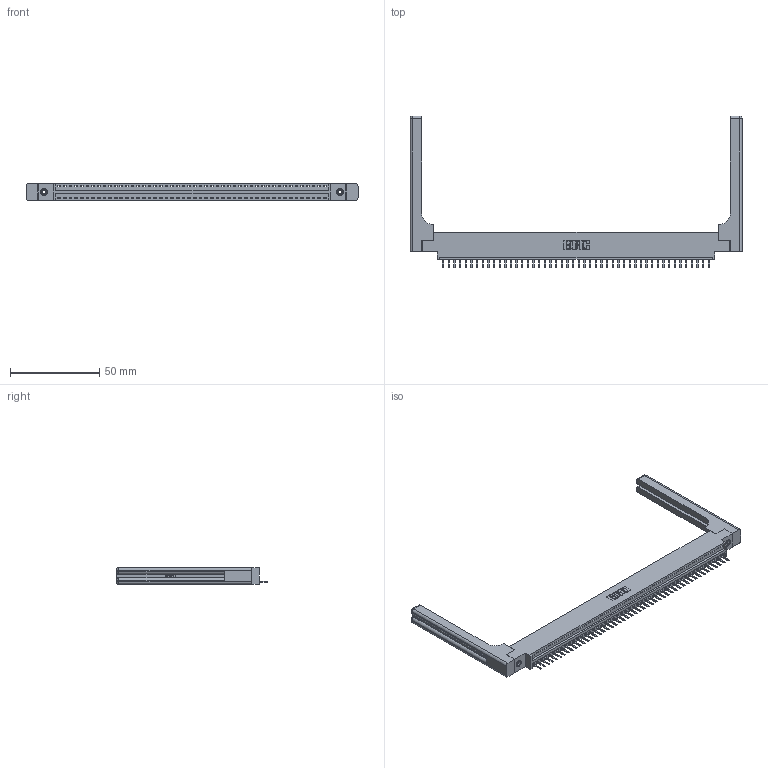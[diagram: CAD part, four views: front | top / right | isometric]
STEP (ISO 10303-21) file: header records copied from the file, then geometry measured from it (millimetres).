
FILE_DESCRIPTION (( 'STEP AP203' ), '1' );
FILE_NAME ('346-048-520-658.STEP', '2022-05-09T23:02:27', ( '' ), ( '' ), 'SwSTEP 2.0', 'SolidWorks 2020', '' );
FILE_SCHEMA (( 'CONFIG_CONTROL_DESIGN' ));
Length unit declared in the file: inch
Products named in the file (5): 345-250-001_345-250-001-102; 346-220-058_345-220-058; 346-048-520-658; 346 Part_0.170 Offset - 0.156 Dia-TH; 345-292-001_345-293-120
Assembly tree (53 placements, depth 2):
  346-048-520-658
    346 Part_0.170 Offset - 0.156 Dia-TH
    345-292-001_345-293-120  x48
    345-250-001_345-250-001-102  x2
    346-220-058_345-220-058  x2
Bounding box: 186.46 x 85.29 x 9.4 mm (x, y, z)
Volume: 25097.4 mm3; surface area: 26937.5 mm2
Topology: 53 solids, 53 shells, 3372 faces, 9875 edges, 6434 vertices
Faces by surface type: plane 2258, cylinder 1054, bspline 36, cone 12, sphere 8, torus 4
Entity records: 34826 total; most frequent: CARTESIAN_POINT 6963, ORIENTED_EDGE 5728, DIRECTION 5052, EDGE_CURVE 2864, VECTOR 2444, LINE 2444, VERTEX_POINT 1898, AXIS2_PLACEMENT_3D 1304
